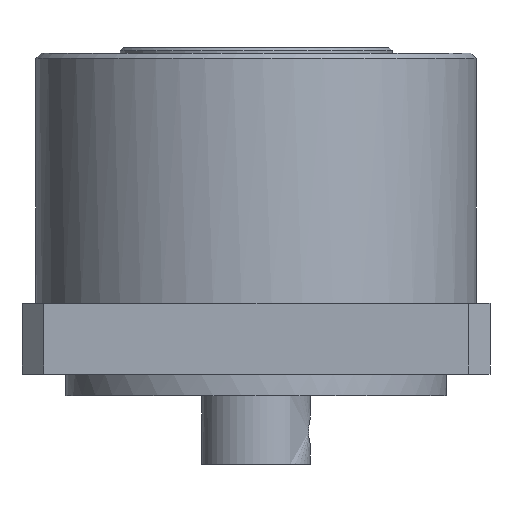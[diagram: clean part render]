
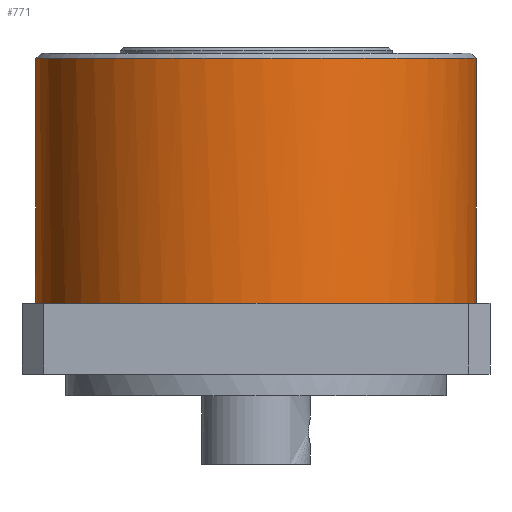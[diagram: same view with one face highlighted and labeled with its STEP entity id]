
A CAD part, front view. The second image highlights one B-rep face of the part: STEP entity #771.
In plain terms, the highlighted free-form (B-spline) face has degree [2, 1] with [9, 2] control points.
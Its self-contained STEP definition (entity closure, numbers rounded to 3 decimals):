
#736 = VERTEX_POINT('',#737);
#737 = CARTESIAN_POINT('',(22.248,0.,
    31.861));
#742 = EDGE_CURVE('',#736,#736,#743,.T.);
#743 = ( BOUNDED_CURVE() B_SPLINE_CURVE(2,(#744,#745,#746,#747,#748,#749
,#750),.UNSPECIFIED.,.T.,.F.) B_SPLINE_CURVE_WITH_KNOTS((3,2,2,3),(
    3.142,5.236,7.33,9.425),
.PIECEWISE_BEZIER_KNOTS.) CURVE() GEOMETRIC_REPRESENTATION_ITEM() 
RATIONAL_B_SPLINE_CURVE((1.,0.5,1.,0.5,1.,0.5,1.)) REPRESENTATION_ITEM(
  '') );
#744 = CARTESIAN_POINT('',(22.248,0.,
    31.861));
#745 = CARTESIAN_POINT('',(22.248,38.534,31.861
    ));
#746 = CARTESIAN_POINT('',(-11.124,19.267,
    31.861));
#747 = CARTESIAN_POINT('',(-44.495,0.,
    31.861));
#748 = CARTESIAN_POINT('',(-11.124,-19.267,
    31.861));
#749 = CARTESIAN_POINT('',(22.248,-38.534,
    31.861));
#750 = CARTESIAN_POINT('',(22.248,0.,
    31.861));
#771 = ADVANCED_FACE('',(#772),#793,.T.);
#772 = FACE_BOUND('',#773,.T.);
#773 = EDGE_LOOP('',(#774,#775,#782,#792));
#774 = ORIENTED_EDGE('',*,*,#742,.F.);
#775 = ORIENTED_EDGE('',*,*,#776,.T.);
#776 = EDGE_CURVE('',#736,#777,#779,.T.);
#777 = VERTEX_POINT('',#778);
#778 = CARTESIAN_POINT('',(22.248,0.,
    7.141));
#779 = B_SPLINE_CURVE_WITH_KNOTS('',1,(#780,#781),.UNSPECIFIED.,.F.,.F.,
  (2,2),(-22.5,0.),.PIECEWISE_BEZIER_KNOTS.);
#780 = CARTESIAN_POINT('',(22.248,0.,
    31.861));
#781 = CARTESIAN_POINT('',(22.248,0.,
    7.141));
#782 = ORIENTED_EDGE('',*,*,#783,.F.);
#783 = EDGE_CURVE('',#777,#777,#784,.T.);
#784 = ( BOUNDED_CURVE() B_SPLINE_CURVE(2,(#785,#786,#787,#788,#789,#790
,#791),.UNSPECIFIED.,.T.,.F.) B_SPLINE_CURVE_WITH_KNOTS((3,2,2,3),(
    3.142,5.236,7.33,9.425),
.PIECEWISE_BEZIER_KNOTS.) CURVE() GEOMETRIC_REPRESENTATION_ITEM() 
RATIONAL_B_SPLINE_CURVE((1.,0.5,1.,0.5,1.,0.5,1.)) REPRESENTATION_ITEM(
  '') );
#785 = CARTESIAN_POINT('',(22.248,0.,
    7.141));
#786 = CARTESIAN_POINT('',(22.248,-38.534,
    7.141));
#787 = CARTESIAN_POINT('',(-11.124,-19.267,
    7.141));
#788 = CARTESIAN_POINT('',(-44.495,0.,
    7.141));
#789 = CARTESIAN_POINT('',(-11.124,19.267,
    7.141));
#790 = CARTESIAN_POINT('',(22.248,38.534,7.141
    ));
#791 = CARTESIAN_POINT('',(22.248,0.,
    7.141));
#792 = ORIENTED_EDGE('',*,*,#776,.F.);
#793 = ( BOUNDED_SURFACE() B_SPLINE_SURFACE(2,1,(
    (#794,#795)
    ,(#796,#797)
    ,(#798,#799)
    ,(#800,#801)
    ,(#802,#803)
    ,(#804,#805)
    ,(#806,#807)
    ,(#808,#809)
,(#810,#811
    )),.UNSPECIFIED.,.T.,.F.,.F.) B_SPLINE_SURFACE_WITH_KNOTS((3,2,2,2,3
    ),(2,2),(-3.142,-2.094,0.,2.094,
    3.142),(0.,22.5),.UNSPECIFIED.) 
GEOMETRIC_REPRESENTATION_ITEM() RATIONAL_B_SPLINE_SURFACE((
    (0.75,0.75)
    ,(0.75,0.75)
    ,(1.,1.)
    ,(0.5,0.5)
    ,(1.,1.)
    ,(0.5,0.5)
    ,(1.,1.)
    ,(0.75,0.75)
,(0.75,0.75))) REPRESENTATION_ITEM('') SURFACE() );
#794 = CARTESIAN_POINT('',(22.248,0.,7.141));
#795 = CARTESIAN_POINT('',(22.248,0.,31.861));
#796 = CARTESIAN_POINT('',(22.248,12.845,
    7.141));
#797 = CARTESIAN_POINT('',(22.248,12.845,
    31.861));
#798 = CARTESIAN_POINT('',(11.124,19.267,
    7.141));
#799 = CARTESIAN_POINT('',(11.124,19.267,
    31.861));
#800 = CARTESIAN_POINT('',(-22.248,38.534,7.141
    ));
#801 = CARTESIAN_POINT('',(-22.248,38.534,31.861
    ));
#802 = CARTESIAN_POINT('',(-22.248,0.,7.141));
#803 = CARTESIAN_POINT('',(-22.248,0.,31.861));
#804 = CARTESIAN_POINT('',(-22.248,-38.534,
    7.141));
#805 = CARTESIAN_POINT('',(-22.248,-38.534,
    31.861));
#806 = CARTESIAN_POINT('',(11.124,-19.267,
    7.141));
#807 = CARTESIAN_POINT('',(11.124,-19.267,
    31.861));
#808 = CARTESIAN_POINT('',(22.248,-12.845,
    7.141));
#809 = CARTESIAN_POINT('',(22.248,-12.845,
    31.861));
#810 = CARTESIAN_POINT('',(22.248,0.,7.141));
#811 = CARTESIAN_POINT('',(22.248,0.,31.861));
